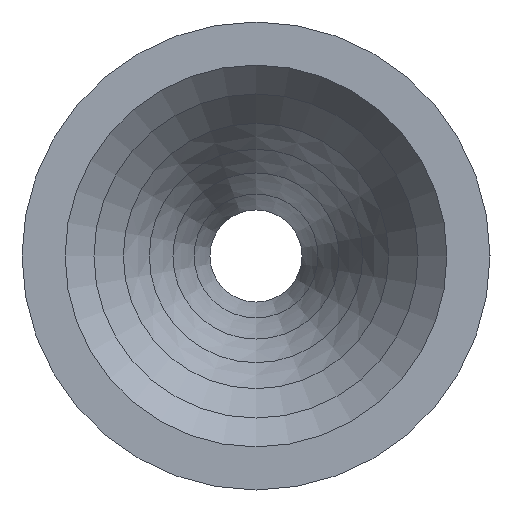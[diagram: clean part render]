
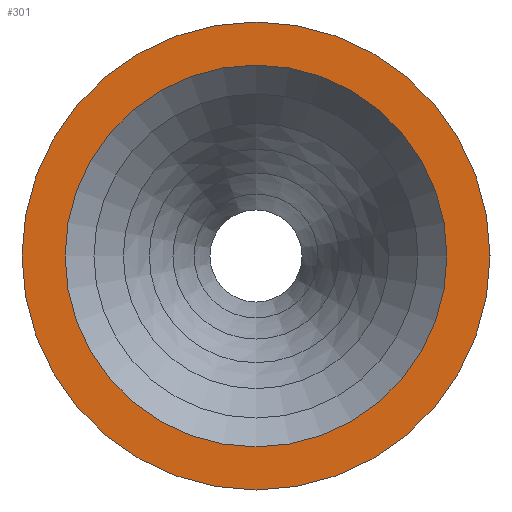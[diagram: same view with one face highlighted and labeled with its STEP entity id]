
A CAD part, left-side view. The second image highlights one B-rep face of the part: STEP entity #301.
In plain terms, the highlighted planar face has unit normal (-1, 0, 0).
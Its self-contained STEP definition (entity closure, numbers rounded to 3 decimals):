
#32=PLANE('',#344);
#36=ORIENTED_EDGE('',*,*,#92,.T.);
#37=ORIENTED_EDGE('',*,*,#90,.F.);
#90=EDGE_CURVE('',#118,#118,#146,.T.);
#92=EDGE_CURVE('',#120,#120,#148,.T.);
#118=VERTEX_POINT('',#514);
#120=VERTEX_POINT('',#519);
#146=CIRCLE('',#342,31.5);
#148=CIRCLE('',#345,25.7);
#176=EDGE_LOOP('',(#36));
#177=EDGE_LOOP('',(#37));
#232=FACE_BOUND('',#176,.T.);
#233=FACE_BOUND('',#177,.T.);
#301=ADVANCED_FACE('',(#232,#233),#32,.T.);
#342=AXIS2_PLACEMENT_3D('',#513,#401,#402);
#344=AXIS2_PLACEMENT_3D('',#517,#405,#406);
#345=AXIS2_PLACEMENT_3D('',#518,#407,#408);
#401=DIRECTION('',(1.,0.,0.));
#402=DIRECTION('',(0.,0.,-1.));
#405=DIRECTION('',(-1.,0.,0.));
#406=DIRECTION('',(0.,0.,1.));
#407=DIRECTION('',(1.,0.,0.));
#408=DIRECTION('',(0.,0.,-1.));
#513=CARTESIAN_POINT('',(0.,0.,0.));
#514=CARTESIAN_POINT('',(0.,0.,-31.5));
#517=CARTESIAN_POINT('',(0.,31.5,0.));
#518=CARTESIAN_POINT('',(0.,0.,0.));
#519=CARTESIAN_POINT('',(0.,0.,-25.7));
